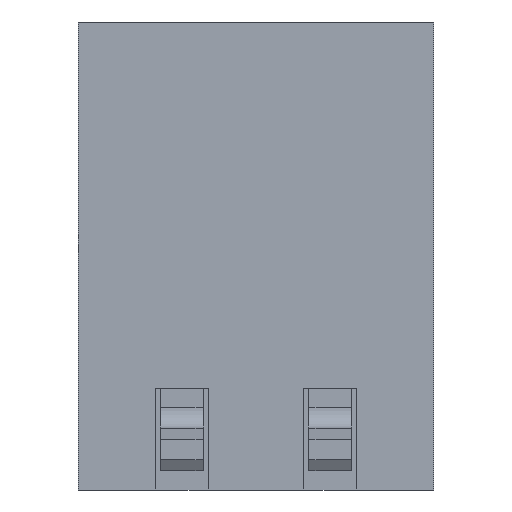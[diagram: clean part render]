
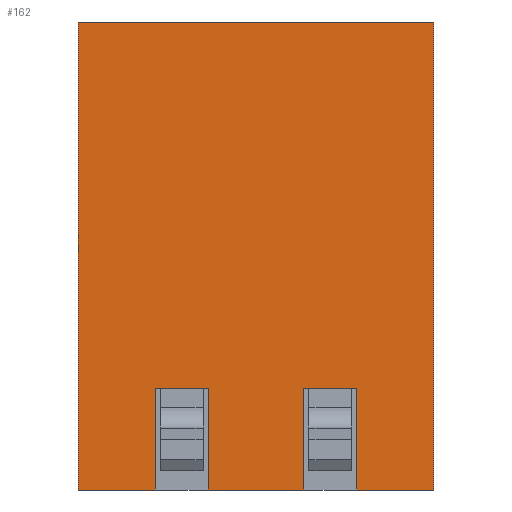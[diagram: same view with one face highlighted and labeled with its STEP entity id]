
A CAD part, front view. The second image highlights one B-rep face of the part: STEP entity #162.
In plain terms, the highlighted planar face has unit normal (0, -1, 0).
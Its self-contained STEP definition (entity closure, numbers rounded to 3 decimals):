
#162=ADVANCED_FACE('',(#446),#447,.F.);
#446=FACE_OUTER_BOUND('',#853,.T.);
#447=PLANE('',#854);
#853=EDGE_LOOP('',(#1325,#1326,#1327,#1328,#1329,#1330,#1331,#1332,#1333,#1334,#1335,#1336));
#854=AXIS2_PLACEMENT_3D('',#1337,#1338,#1339);
#1325=ORIENTED_EDGE('',*,*,#2596,.F.);
#1326=ORIENTED_EDGE('',*,*,#2597,.T.);
#1327=ORIENTED_EDGE('',*,*,#2598,.F.);
#1328=ORIENTED_EDGE('',*,*,#2599,.F.);
#1329=ORIENTED_EDGE('',*,*,#2577,.T.);
#1330=ORIENTED_EDGE('',*,*,#2600,.T.);
#1331=ORIENTED_EDGE('',*,*,#2601,.F.);
#1332=ORIENTED_EDGE('',*,*,#2602,.F.);
#1333=ORIENTED_EDGE('',*,*,#2603,.F.);
#1334=ORIENTED_EDGE('',*,*,#2604,.T.);
#1335=ORIENTED_EDGE('',*,*,#2605,.F.);
#1336=ORIENTED_EDGE('',*,*,#2606,.F.);
#1337=CARTESIAN_POINT('',(7.0,0.0,11.05));
#1338=DIRECTION('',(-0.0,1.0,0.0));
#1339=DIRECTION('',(1.0,0.0,0.0));
#2577=EDGE_CURVE('',#3133,#3131,#3134,.T.);
#2596=EDGE_CURVE('',#3166,#3167,#3168,.T.);
#2597=EDGE_CURVE('',#3166,#3169,#3170,.T.);
#2598=EDGE_CURVE('',#3171,#3169,#3172,.T.);
#2599=EDGE_CURVE('',#3133,#3171,#3173,.T.);
#2600=EDGE_CURVE('',#3131,#3174,#3175,.T.);
#2601=EDGE_CURVE('',#3176,#3174,#3177,.T.);
#2602=EDGE_CURVE('',#3178,#3176,#3179,.T.);
#2603=EDGE_CURVE('',#3180,#3178,#3181,.T.);
#2604=EDGE_CURVE('',#3180,#3182,#3183,.T.);
#2605=EDGE_CURVE('',#3184,#3182,#3185,.T.);
#2606=EDGE_CURVE('',#3167,#3184,#3186,.T.);
#3131=VERTEX_POINT('',#3936);
#3133=VERTEX_POINT('',#3939);
#3134=LINE('',#3940,#3941);
#3166=VERTEX_POINT('',#3986);
#3167=VERTEX_POINT('',#3987);
#3168=LINE('',#3988,#3989);
#3169=VERTEX_POINT('',#3990);
#3170=LINE('',#3991,#3992);
#3171=VERTEX_POINT('',#3993);
#3172=LINE('',#3994,#3995);
#3173=LINE('',#3996,#3997);
#3174=VERTEX_POINT('',#3998);
#3175=LINE('',#3999,#4000);
#3176=VERTEX_POINT('',#4001);
#3177=LINE('',#4002,#4003);
#3178=VERTEX_POINT('',#4004);
#3179=LINE('',#4005,#4006);
#3180=VERTEX_POINT('',#4007);
#3181=LINE('',#4008,#4009);
#3182=VERTEX_POINT('',#4010);
#3183=LINE('',#4011,#4012);
#3184=VERTEX_POINT('',#4013);
#3185=LINE('',#4014,#4015);
#3186=LINE('',#4016,#4017);
#3936=CARTESIAN_POINT('',(-0.7,0.0,11.05));
#3939=CARTESIAN_POINT('',(7.7,0.0,11.05));
#3940=CARTESIAN_POINT('',(7.0,0.0,11.05));
#3941=VECTOR('',#5004,1000.0);
#3986=CARTESIAN_POINT('',(5.875,0.0,2.4));
#3987=CARTESIAN_POINT('',(4.625,0.0,2.4));
#3988=CARTESIAN_POINT('',(5.875,0.0,2.4));
#3989=VECTOR('',#5030,1000.0);
#3990=CARTESIAN_POINT('',(5.875,0.0,0.0));
#3991=CARTESIAN_POINT('',(5.875,0.0,2.4));
#3992=VECTOR('',#5031,1000.0);
#3993=CARTESIAN_POINT('',(7.7,0.0,0.0));
#3994=CARTESIAN_POINT('',(7.0,0.0,0.0));
#3995=VECTOR('',#5032,1000.0);
#3996=CARTESIAN_POINT('',(7.7,0.0,11.05));
#3997=VECTOR('',#5033,1000.0);
#3998=CARTESIAN_POINT('',(-0.7,0.0,0.0));
#3999=CARTESIAN_POINT('',(-0.7,0.0,11.05));
#4000=VECTOR('',#5034,1000.0);
#4001=CARTESIAN_POINT('',(1.125,0.0,0.0));
#4002=CARTESIAN_POINT('',(7.0,0.0,0.0));
#4003=VECTOR('',#5035,1000.0);
#4004=CARTESIAN_POINT('',(1.125,0.0,2.4));
#4005=CARTESIAN_POINT('',(1.125,0.0,2.4));
#4006=VECTOR('',#5036,1000.0);
#4007=CARTESIAN_POINT('',(2.375,0.0,2.4));
#4008=CARTESIAN_POINT('',(2.375,0.0,2.4));
#4009=VECTOR('',#5037,1000.0);
#4010=CARTESIAN_POINT('',(2.375,0.0,0.0));
#4011=CARTESIAN_POINT('',(2.375,0.0,2.4));
#4012=VECTOR('',#5038,1000.0);
#4013=CARTESIAN_POINT('',(4.625,0.0,0.0));
#4014=CARTESIAN_POINT('',(7.0,0.0,0.0));
#4015=VECTOR('',#5039,1000.0);
#4016=CARTESIAN_POINT('',(4.625,0.0,2.4));
#4017=VECTOR('',#5040,1000.0);
#5004=DIRECTION('',(-1.0,-0.0,-0.0));
#5030=DIRECTION('',(-1.0,-0.0,-0.0));
#5031=DIRECTION('',(0.0,0.0,-1.0));
#5032=DIRECTION('',(-1.0,-0.0,-0.0));
#5033=DIRECTION('',(0.0,0.0,-1.0));
#5034=DIRECTION('',(0.0,0.0,-1.0));
#5035=DIRECTION('',(-1.0,-0.0,-0.0));
#5036=DIRECTION('',(0.0,0.0,-1.0));
#5037=DIRECTION('',(-1.0,-0.0,-0.0));
#5038=DIRECTION('',(0.0,0.0,-1.0));
#5039=DIRECTION('',(-1.0,-0.0,-0.0));
#5040=DIRECTION('',(0.0,0.0,-1.0));
